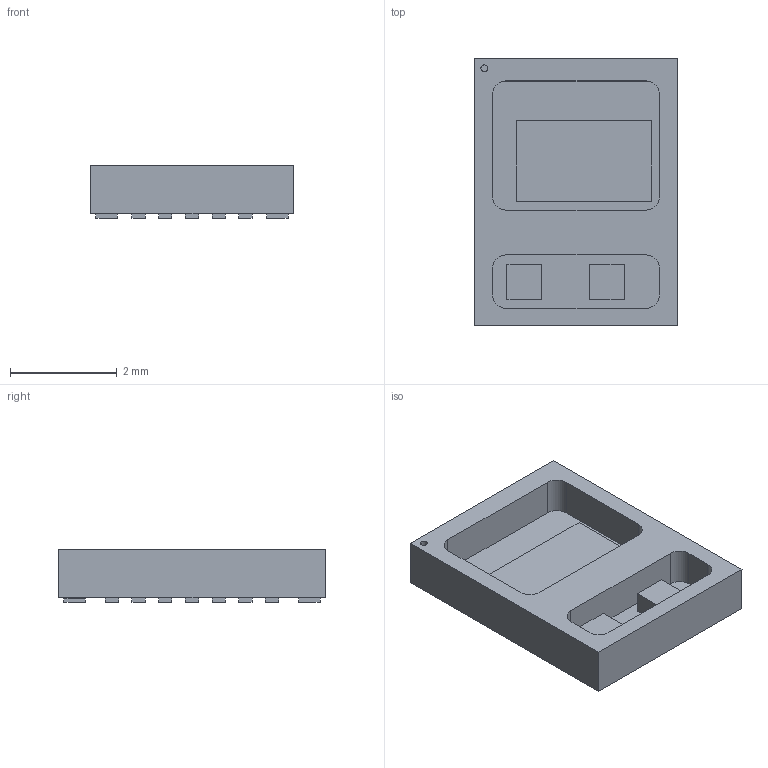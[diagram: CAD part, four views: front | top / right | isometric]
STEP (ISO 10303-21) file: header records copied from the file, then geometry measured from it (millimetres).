
FILE_DESCRIPTION (( 'STEP AP214' ), '1' );
FILE_NAME ('7A0D5BD2-CFCB-494D-8390-DE8304CBAFB4.STEP', '2023-04-25T03:49:23', ( '' ), ( '' ), 'SwSTEP 2.0', 'SolidWorks 2022', '' );
FILE_SCHEMA (( 'AUTOMOTIVE_DESIGN' ));
Length unit declared in the file: millimetre
Products named in the file (1): 7A0D5BD2-CFCB-494D-8390-DE8304CBAFB4
Bounding box: 3.8 x 5 x 0.98 mm (x, y, z)
Volume: 10.6 mm3; surface area: 72.2 mm2
Topology: 1 solids, 1 shells, 166 faces, 399 edges, 266 vertices
Faces by surface type: plane 156, cylinder 10
Entity records: 6339 total; most frequent: CARTESIAN_POINT 832, ORIENTED_EDGE 798, DIRECTION 753, EDGE_CURVE 399, LINE 379, VECTOR 379, VERTEX_POINT 266, EDGE_LOOP 197
